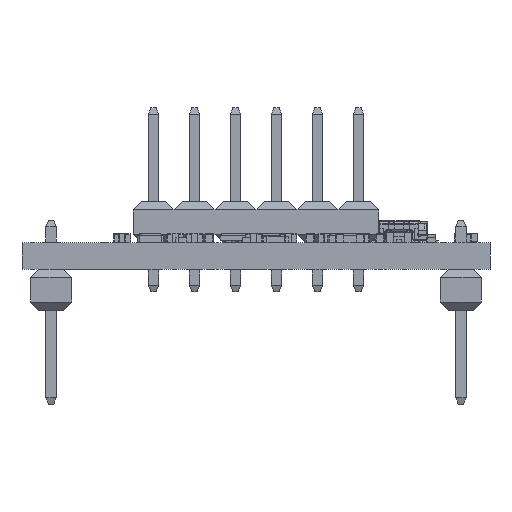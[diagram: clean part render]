
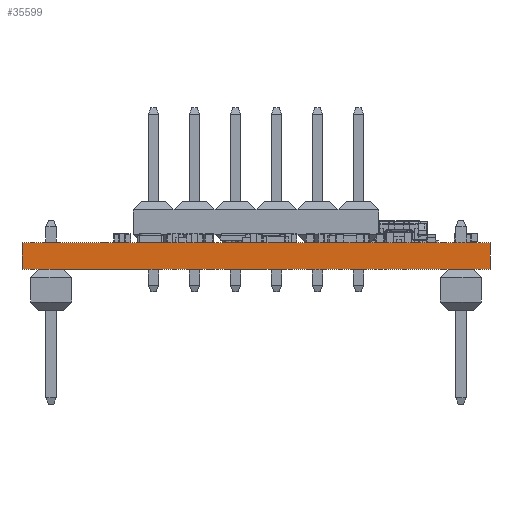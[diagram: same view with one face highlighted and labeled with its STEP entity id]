
A CAD part, front view. The second image highlights one B-rep face of the part: STEP entity #35599.
In plain terms, the highlighted planar face has unit normal (0, -1, 0).
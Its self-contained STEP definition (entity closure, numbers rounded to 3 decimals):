
#1329=PLANE('',#38140);
#2809=FACE_OUTER_BOUND('',#4799,.T.);
#4799=EDGE_LOOP('',(#24526,#24527,#24528,#24529));
#7373=LINE('',#51490,#11033);
#7374=LINE('',#51493,#11034);
#7375=LINE('',#51495,#11035);
#7376=LINE('',#51496,#11036);
#11033=VECTOR('',#41944,10.);
#11034=VECTOR('',#41947,10.);
#11035=VECTOR('',#41948,10.);
#11036=VECTOR('',#41949,10.);
#15954=VERTEX_POINT('',#51486);
#15955=VERTEX_POINT('',#51488);
#15956=VERTEX_POINT('',#51492);
#15957=VERTEX_POINT('',#51494);
#19345=EDGE_CURVE('',#15954,#15955,#7373,.T.);
#19346=EDGE_CURVE('',#15956,#15954,#7374,.T.);
#19347=EDGE_CURVE('',#15957,#15955,#7375,.T.);
#19348=EDGE_CURVE('',#15956,#15957,#7376,.T.);
#24526=ORIENTED_EDGE('',*,*,#19346,.T.);
#24527=ORIENTED_EDGE('',*,*,#19345,.T.);
#24528=ORIENTED_EDGE('',*,*,#19347,.F.);
#24529=ORIENTED_EDGE('',*,*,#19348,.F.);
#35599=ADVANCED_FACE('',(#2809),#1329,.T.);
#38140=AXIS2_PLACEMENT_3D('',#51491,#41945,#41946);
#41944=DIRECTION('',(0.,0.,1.));
#41945=DIRECTION('center_axis',(0.,-1.,0.));
#41946=DIRECTION('ref_axis',(1.,0.,0.));
#41947=DIRECTION('',(1.,0.,0.));
#41948=DIRECTION('',(1.,0.,0.));
#41949=DIRECTION('',(0.,0.,1.));
#51486=CARTESIAN_POINT('',(14.5,-12.,0.));
#51488=CARTESIAN_POINT('',(14.5,-12.,1.641));
#51490=CARTESIAN_POINT('',(14.5,-12.,0.));
#51491=CARTESIAN_POINT('Origin',(-14.5,-12.,0.));
#51492=CARTESIAN_POINT('',(-14.5,-12.,0.));
#51493=CARTESIAN_POINT('',(-14.5,-12.,0.));
#51494=CARTESIAN_POINT('',(-14.5,-12.,1.641));
#51495=CARTESIAN_POINT('',(-14.5,-12.,1.641));
#51496=CARTESIAN_POINT('',(-14.5,-12.,0.));
